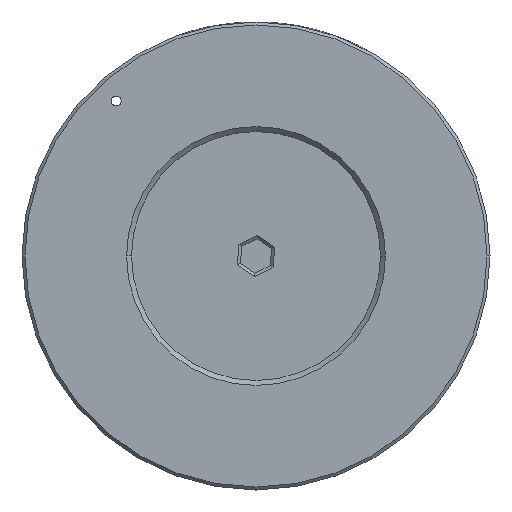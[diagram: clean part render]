
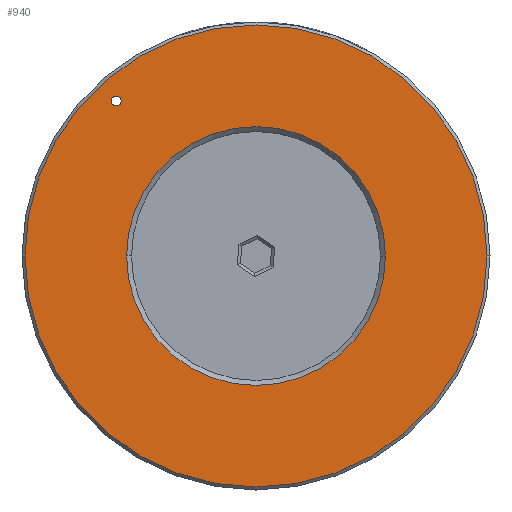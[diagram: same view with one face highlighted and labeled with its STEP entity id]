
A CAD part, left-side view. The second image highlights one B-rep face of the part: STEP entity #940.
In plain terms, the highlighted planar face has unit normal (-1, 0, 0).
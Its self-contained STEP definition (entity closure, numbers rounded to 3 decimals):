
#99 = DIRECTION ( 'NONE',  ( -1., 0., 0. ) ) ;
#558 = AXIS2_PLACEMENT_3D ( 'NONE', #1847, #4969, #3576 ) ;
#624 = CARTESIAN_POINT ( 'NONE',  ( 0., 13.534, 15.568 ) ) ;
#940 = ADVANCED_FACE ( 'NONE', ( #13558, #16354, #6747 ), #1666, .T. ) ;
#1172 = EDGE_CURVE ( 'NONE', #6744, #12875, #13966, .T. ) ;
#1346 = DIRECTION ( 'NONE',  ( 1., 0., 0. ) ) ;
#1525 = VERTEX_POINT ( 'NONE', #10304 ) ;
#1666 = PLANE ( 'NONE',  #4701 ) ;
#1847 = CARTESIAN_POINT ( 'NONE',  ( 0., 14.034, 15.568 ) ) ;
#1910 = AXIS2_PLACEMENT_3D ( 'NONE', #11293, #16483, #8473 ) ;
#2040 = EDGE_CURVE ( 'NONE', #8719, #13681, #6956, .T. ) ;
#2083 = ORIENTED_EDGE ( 'NONE', *, *, #16503, .T. ) ;
#2421 = VERTEX_POINT ( 'NONE', #624 ) ;
#2529 = DIRECTION ( 'NONE',  ( 1., 0., 0. ) ) ;
#2534 = CIRCLE ( 'NONE', #558, 0.5 ) ;
#3350 = EDGE_LOOP ( 'NONE', ( #6201, #13952 ) ) ;
#3576 = DIRECTION ( 'NONE',  ( 0., 1., 0. ) ) ;
#3916 = CARTESIAN_POINT ( 'NONE',  ( 0., 13., 0. ) ) ;
#4359 = CARTESIAN_POINT ( 'NONE',  ( 0., 0., 0. ) ) ;
#4701 = AXIS2_PLACEMENT_3D ( 'NONE', #4359, #8338, #13730 ) ;
#4969 = DIRECTION ( 'NONE',  ( 1., 0., 0. ) ) ;
#5000 = DIRECTION ( 'NONE',  ( 0., 1., 0. ) ) ;
#5873 = CIRCLE ( 'NONE', #8151, 13. ) ;
#6201 = ORIENTED_EDGE ( 'NONE', *, *, #12037, .T. ) ;
#6730 = CIRCLE ( 'NONE', #14067, 23.2 ) ;
#6744 = VERTEX_POINT ( 'NONE', #3916 ) ;
#6747 = FACE_OUTER_BOUND ( 'NONE', #13799, .T. ) ;
#6956 = CIRCLE ( 'NONE', #1910, 23.2 ) ;
#8151 = AXIS2_PLACEMENT_3D ( 'NONE', #14331, #2529, #15909 ) ;
#8338 = DIRECTION ( 'NONE',  ( -1., 0., 0. ) ) ;
#8473 = DIRECTION ( 'NONE',  ( 0., -1., 0. ) ) ;
#8474 = ORIENTED_EDGE ( 'NONE', *, *, #2040, .T. ) ;
#8598 = AXIS2_PLACEMENT_3D ( 'NONE', #10608, #13183, #11675 ) ;
#8719 = VERTEX_POINT ( 'NONE', #12724 ) ;
#9413 = CARTESIAN_POINT ( 'NONE',  ( 0., 0., 0. ) ) ;
#9500 = DIRECTION ( 'NONE',  ( 0., -1., 0. ) ) ;
#10304 = CARTESIAN_POINT ( 'NONE',  ( 0., 14.534, 15.568 ) ) ;
#10383 = AXIS2_PLACEMENT_3D ( 'NONE', #14625, #1346, #5000 ) ;
#10608 = CARTESIAN_POINT ( 'NONE',  ( 0., 0., 0. ) ) ;
#10683 = CARTESIAN_POINT ( 'NONE',  ( 0., -13., 0. ) ) ;
#11293 = CARTESIAN_POINT ( 'NONE',  ( 0., 0., 0. ) ) ;
#11675 = DIRECTION ( 'NONE',  ( 0., -1., 0. ) ) ;
#12037 = EDGE_CURVE ( 'NONE', #1525, #2421, #14909, .T. ) ;
#12050 = ORIENTED_EDGE ( 'NONE', *, *, #12563, .T. ) ;
#12563 = EDGE_CURVE ( 'NONE', #12875, #6744, #5873, .T. ) ;
#12724 = CARTESIAN_POINT ( 'NONE',  ( 0., 23.2, 0. ) ) ;
#12875 = VERTEX_POINT ( 'NONE', #10683 ) ;
#13183 = DIRECTION ( 'NONE',  ( 1., 0., 0. ) ) ;
#13558 = FACE_BOUND ( 'NONE', #13644, .T. ) ;
#13644 = EDGE_LOOP ( 'NONE', ( #12050, #16830 ) ) ;
#13681 = VERTEX_POINT ( 'NONE', #16411 ) ;
#13730 = DIRECTION ( 'NONE',  ( 0., 1., 0. ) ) ;
#13799 = EDGE_LOOP ( 'NONE', ( #8474, #2083 ) ) ;
#13952 = ORIENTED_EDGE ( 'NONE', *, *, #16629, .T. ) ;
#13966 = CIRCLE ( 'NONE', #8598, 13. ) ;
#14067 = AXIS2_PLACEMENT_3D ( 'NONE', #9413, #99, #9500 ) ;
#14331 = CARTESIAN_POINT ( 'NONE',  ( 0., 0., 0. ) ) ;
#14625 = CARTESIAN_POINT ( 'NONE',  ( 0., 14.034, 15.568 ) ) ;
#14909 = CIRCLE ( 'NONE', #10383, 0.5 ) ;
#15909 = DIRECTION ( 'NONE',  ( 0., -1., 0. ) ) ;
#16354 = FACE_BOUND ( 'NONE', #3350, .T. ) ;
#16411 = CARTESIAN_POINT ( 'NONE',  ( 0., -23.2, 0. ) ) ;
#16483 = DIRECTION ( 'NONE',  ( -1., 0., 0. ) ) ;
#16503 = EDGE_CURVE ( 'NONE', #13681, #8719, #6730, .T. ) ;
#16629 = EDGE_CURVE ( 'NONE', #2421, #1525, #2534, .T. ) ;
#16830 = ORIENTED_EDGE ( 'NONE', *, *, #1172, .T. ) ;
